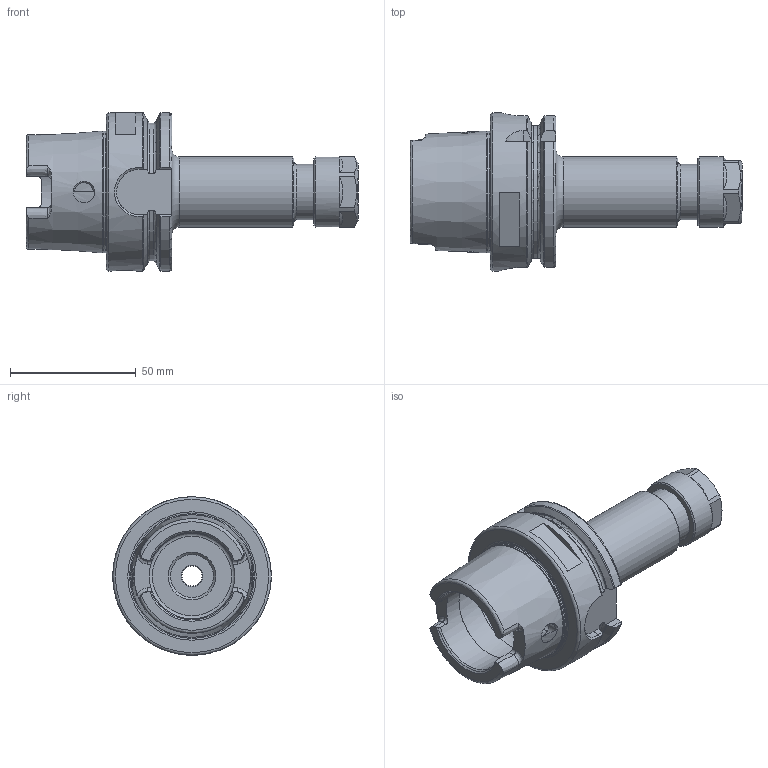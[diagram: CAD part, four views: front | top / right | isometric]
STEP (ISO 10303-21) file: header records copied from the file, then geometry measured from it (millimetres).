
FILE_DESCRIPTION(/* description */ (''),/* implementation_level */ '2;1');
FILE_NAME(/* name */ 'HSK063A-ER16H-100.stp',/* time_stamp */ '2019-05-28T16:18:26-05:00',/* author */ ('ldfli'),/* organization */ (''),/* preprocessor_version */ 'ST-DEVELOPER v18',/* originating_system */ 'Autodesk Inventor LT',/* authorisation */ '');
FILE_SCHEMA (('AUTOMOTIVE_DESIGN { 1 0 10303 214 3 1 1 }'));
Length unit declared in the file: millimetre
Products named in the file (1): HSK063A-ER16H-100
Bounding box: 132 x 63 x 63 mm (x, y, z)
Volume: 115508.7 mm3; surface area: 33232.1 mm2
Topology: 2 solids, 2 shells, 175 faces, 512 edges, 353 vertices
Faces by surface type: plane 65, cone 36, cylinder 34, torus 27, bspline 13
Full cylindrical faces by diameter (mm): 7.5 x2, 8 x1, 9.728 x1, 10 x1, 11.21 x1, 12.552 x1, 14 x1, 14.64 x1, 17 x1, 18.5 x1, 19 x1, 20.5 x1, 22 x1, 23.56 x1, 28 x2, 34 x2, 40 x1, 48.241 x1, 63 x1
Entity records: 7396 total; most frequent: CARTESIAN_POINT 2802, ORIENTED_EDGE 1028, DIRECTION 917, EDGE_CURVE 514, AXIS2_PLACEMENT_3D 389, VERTEX_POINT 355, CIRCLE 227, EDGE_LOOP 193
